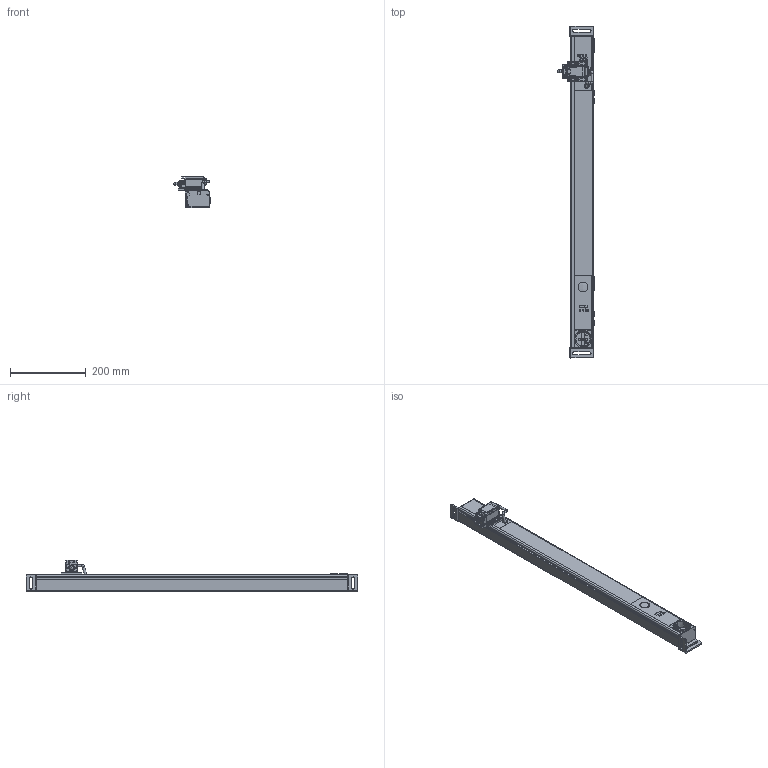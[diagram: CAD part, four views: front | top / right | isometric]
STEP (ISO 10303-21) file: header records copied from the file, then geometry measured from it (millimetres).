
FILE_DESCRIPTION(/* description */ (''),/* implementation_level */ '2;1');
FILE_NAME(/* name */ '111427_LED-A-825-SK-PK-E.stp',/* time_stamp */ '2025-05-27T17:33:13+02:00',/* author */ ('CAD'),/* organization */ (''),/* preprocessor_version */ 'ST-DEVELOPER v15.6',/* originating_system */ 'Autodesk Inventor 2015',/* authorisation */ '');
FILE_SCHEMA (('AUTOMOTIVE_DESIGN { 1 0 10303 214 3 1 1 }'));
Products named in the file (1): 111427_LED-A-825-SK-PK-E_Shrinkwrap_1
Bounding box: 96.3 x 875 x 83 mm (x, y, z)
Surface area: 348686.7 mm2 (no closed solid volume)
Topology: 0 solids, 87 shells, 2544 faces, 8346 edges, 5846 vertices
Faces by surface type: plane 1978, cylinder 417, bspline 64, cone 56, sphere 24, torus 5
Full cylindrical faces by diameter (mm): 6 x3, 8 x1
Entity records: 94273 total; most frequent: CARTESIAN_POINT 20444, ORIENTED_EDGE 14781, DIRECTION 14355, EDGE_CURVE 8306, LINE 6869, VECTOR 6869, VERTEX_POINT 5836, AXIS2_PLACEMENT_3D 3743
